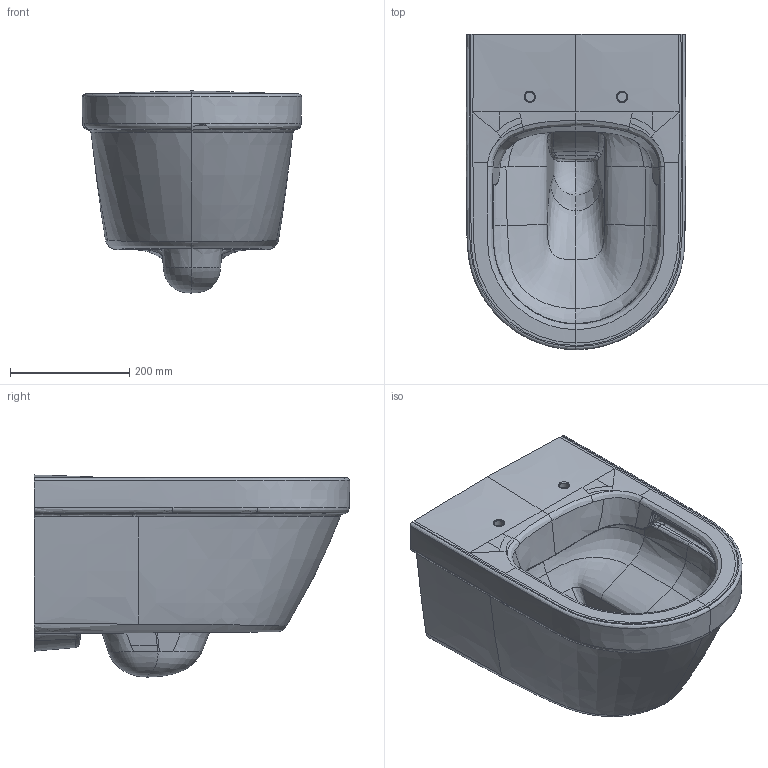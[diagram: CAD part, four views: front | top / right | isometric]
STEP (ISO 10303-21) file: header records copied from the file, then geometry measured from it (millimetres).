
FILE_DESCRIPTION(/* description */ (''),/* implementation_level */ '2;1');
FILE_NAME(/* name */ '4694R0_OA_Relauch_WWC_DF_Verdeckte_Bef.stp',/* time_stamp */ '2019-01-22T10:25:56+01:00',/* author */ (''),/* organization */ (''),/* preprocessor_version */ 'ST-DEVELOPER v16',/* originating_system */ 'SIEMENS PLM Software NX 10.0',/* authorisation */ '');
FILE_SCHEMA (('AUTOMOTIVE_DESIGN { 1 0 10303 214 3 1 1 1 }'));
Products named in the file (1): math0828A49Fq0j7
Bounding box: 368.41 x 529.27 x 339.06 mm (x, y, z)
Volume: 24860641.2 mm3; surface area: 914420.2 mm2
Topology: 1 solids, 1 shells, 292 faces, 889 edges, 586 vertices
Faces by surface type: bspline 266, plane 16, extrusion 7, cylinder 3
Full cylindrical faces by diameter (mm): 16 x2
Entity records: 60689 total; most frequent: CARTESIAN_POINT 55407, ORIENTED_EDGE 1710, EDGE_CURVE 855, B_SPLINE_CURVE_WITH_KNOTS 780, VERTEX_POINT 584, EDGE_LOOP 311, ADVANCED_FACE 292, FACE_OUTER_BOUND 279
